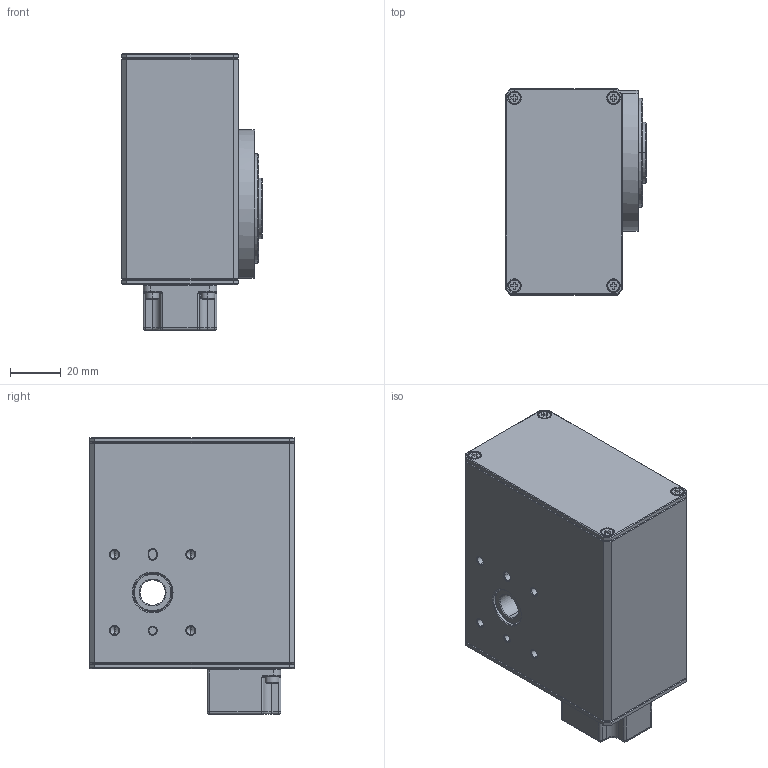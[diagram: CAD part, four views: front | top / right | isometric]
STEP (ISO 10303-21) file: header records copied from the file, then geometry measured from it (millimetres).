
FILE_DESCRIPTION (( 'STEP AP203' ), '1' );
FILE_NAME ('RM-RT-11-360-40 Ðý×ª¸× 1.1.STEP', '2020-06-29T02:51:56', ( '' ), ( '' ), 'SwSTEP 2.0', 'SolidWorks 2019', '' );
FILE_SCHEMA (( 'CONFIG_CONTROL_DESIGN' ));
Length unit declared in the file: millimetre
Products named in the file (14): d1100-22p; 拏宒堤盄芛俋褲; RM-RT-11-360-40 唅蛌詰 1.1; MFT03-M3x8 埴翐囀鞠褒蹟佪; MFT03-M4x8 埴翐囀鞠褒蹟佪; MSP01-RT001 菁釱; 恘謫-2; MSP03-RT001 挡圈; MSP01-RT004 固定圈; 拏宒堤盄; MSP01-RT003 侧盖板（出线侧）; MSP01-RT002 耜裔啣; MSP02-RT001 恘謫粣; MFT02-M2.5x6 坋趼麥芛蹟佪
Assembly tree (24 placements, depth 3):
  RM-RT-11-360-40 唅蛌詰 1.1
    MSP01-RT001 菁釱
    MSP01-RT002 耜裔啣
    MSP01-RT003 侧盖板（出线侧）
    恘謫-2
      MSP02-RT001 恘謫粣
      MSP01-RT004 固定圈
      MSP03-RT001 挡圈
    拏宒堤盄
      d1100-22p
      拏宒堤盄芛俋褲
    MFT03-M4x8 埴翐囀鞠褒蹟佪  x4
    MFT02-M2.5x6 坋趼麥芛蹟佪  x8
    MFT03-M3x8 埴翐囀鞠褒蹟佪  x2
Bounding box: 55.5 x 81 x 109 mm (x, y, z)
Volume: 173679.5 mm3; surface area: 92459.1 mm2
Topology: 22 solids, 22 shells, 1514 faces, 3449 edges, 1978 vertices
Faces by surface type: plane 668, cone 418, cylinder 370, torus 34, bspline 14, sphere 10
Entity records: 33264 total; most frequent: CARTESIAN_POINT 6884, DIRECTION 5485, ORIENTED_EDGE 4850, EDGE_CURVE 2425, AXIS2_PLACEMENT_3D 2050, VERTEX_POINT 1430, VECTOR 1385, LINE 1385
